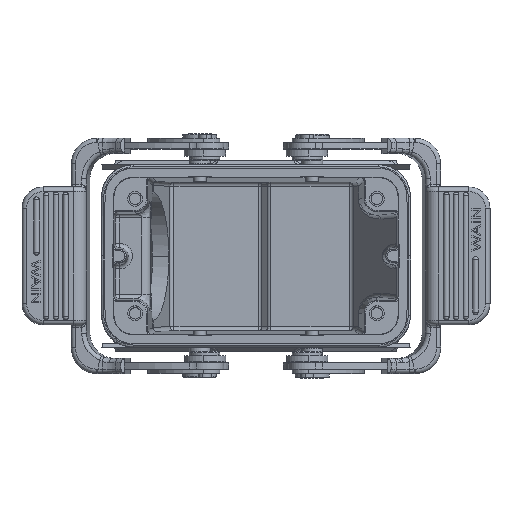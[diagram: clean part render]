
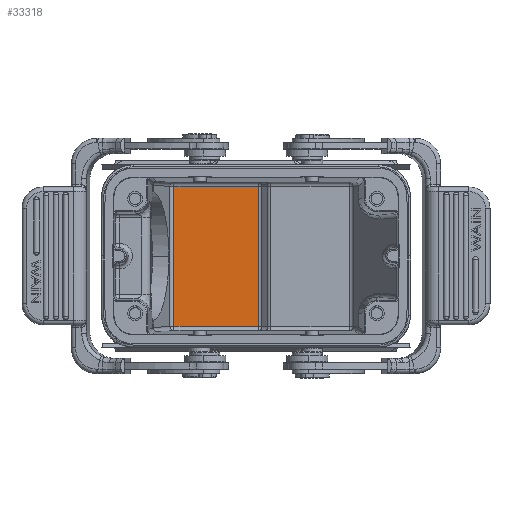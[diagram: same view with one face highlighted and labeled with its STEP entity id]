
A CAD part, top view. The second image highlights one B-rep face of the part: STEP entity #33318.
In plain terms, the highlighted planar face has unit normal (0, 0, 1).
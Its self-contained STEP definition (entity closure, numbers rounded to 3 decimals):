
#4394=DIRECTION('',(1.,0.,0.));
#4395=VECTOR('',#4394,20.018);
#4396=CARTESIAN_POINT('',(-19.341,-16.508,-67.));
#4397=LINE('',#4396,#4395);
#4402=DIRECTION('',(0.,-1.,0.));
#4403=VECTOR('',#4402,33.017);
#4404=CARTESIAN_POINT('',(0.678,16.508,-67.));
#4405=LINE('',#4404,#4403);
#4410=DIRECTION('',(0.,-1.,0.));
#4411=VECTOR('',#4410,33.017);
#4412=CARTESIAN_POINT('',(-19.341,16.508,-67.));
#4413=LINE('',#4412,#4411);
#4433=DIRECTION('',(-1.,0.,0.));
#4434=VECTOR('',#4433,20.018);
#4435=CARTESIAN_POINT('',(0.678,16.508,-67.));
#4436=LINE('',#4435,#4434);
#23193=CARTESIAN_POINT('',(0.678,16.508,-67.));
#23194=VERTEX_POINT('',#23193);
#23195=CARTESIAN_POINT('',(0.678,-16.508,-67.));
#23196=VERTEX_POINT('',#23195);
#23197=CARTESIAN_POINT('',(-19.341,-16.508,-67.));
#23198=VERTEX_POINT('',#23197);
#23199=CARTESIAN_POINT('',(-19.341,16.508,-67.));
#23200=VERTEX_POINT('',#23199);
#33305=CARTESIAN_POINT('',(1.092,-18.5,-67.));
#33306=DIRECTION('',(0.,0.,-1.));
#33307=DIRECTION('',(-1.,0.,0.));
#33308=AXIS2_PLACEMENT_3D('',#33305,#33306,#33307);
#33309=PLANE('',#33308);
#33310=ORIENTED_EDGE('',*,*,#33272,.T.);
#33311=ORIENTED_EDGE('',*,*,#33296,.F.);
#33313=ORIENTED_EDGE('',*,*,#33312,.F.);
#33315=ORIENTED_EDGE('',*,*,#33314,.F.);
#33316=EDGE_LOOP('',(#33310,#33311,#33313,#33315));
#33317=FACE_OUTER_BOUND('',#33316,.F.);
#33318=ADVANCED_FACE('',(#33317),#33309,.F.);
#33272=EDGE_CURVE('',#23194,#23196,#4405,.T.);
#33296=EDGE_CURVE('',#23198,#23196,#4397,.T.);
#33312=EDGE_CURVE('',#23200,#23198,#4413,.T.);
#33314=EDGE_CURVE('',#23194,#23200,#4436,.T.);
